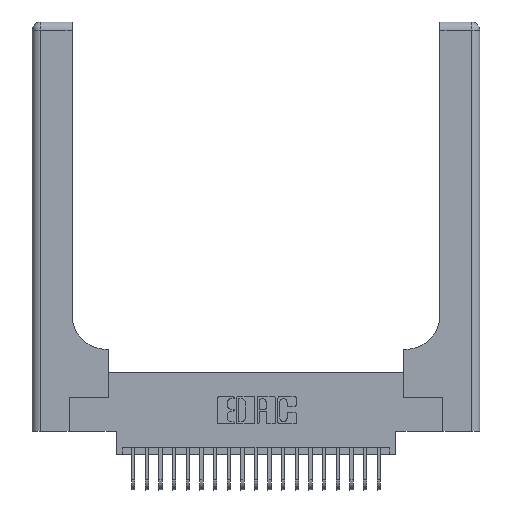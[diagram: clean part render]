
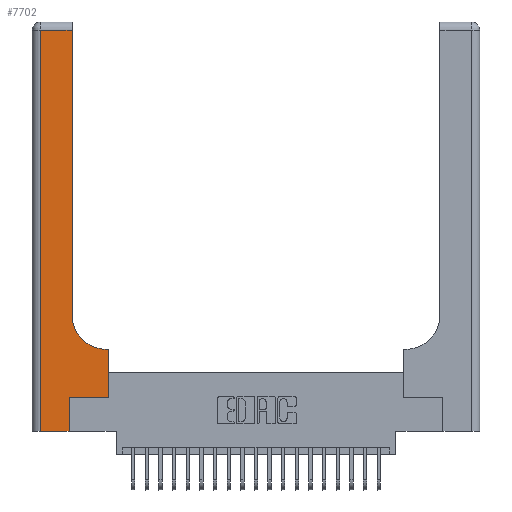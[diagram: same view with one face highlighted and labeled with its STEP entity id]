
A CAD part, top view. The second image highlights one B-rep face of the part: STEP entity #7702.
In plain terms, the highlighted planar face has unit normal (0, 0, 1).
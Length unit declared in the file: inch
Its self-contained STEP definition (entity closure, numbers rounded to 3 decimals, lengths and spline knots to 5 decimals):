
#288 = ORIENTED_EDGE ( 'NONE', *, *, #7248, .T. ) ;
#317 = VECTOR ( 'NONE', #10723, 39.37008 ) ;
#1293 = CARTESIAN_POINT ( 'NONE',  ( 0.06, 3., 0.37 ) ) ;
#1466 = ORIENTED_EDGE ( 'NONE', *, *, #11934, .T. ) ;
#2341 = CARTESIAN_POINT ( 'NONE',  ( 0., 0., 0.37 ) ) ;
#2917 = AXIS2_PLACEMENT_3D ( 'NONE', #14934, #7993, #20136 ) ;
#3415 = FACE_OUTER_BOUND ( 'NONE', #16108, .T. ) ;
#3721 = CARTESIAN_POINT ( 'NONE',  ( 0.06, 2.94, 0.37 ) ) ;
#3742 = ORIENTED_EDGE ( 'NONE', *, *, #21155, .T. ) ;
#3869 = LINE ( 'NONE', #5597, #8658 ) ;
#4334 = VECTOR ( 'NONE', #13404, 39.37008 ) ;
#4357 = DIRECTION ( 'NONE',  ( 0., 1., 0. ) ) ;
#4702 = DIRECTION ( 'NONE',  ( 0., 0., -1. ) ) ;
#4811 = VECTOR ( 'NONE', #13721, 39.37008 ) ;
#4870 = ORIENTED_EDGE ( 'NONE', *, *, #5697, .T. ) ;
#5451 = CARTESIAN_POINT ( 'NONE',  ( 0.06, 0., 0.37 ) ) ;
#5542 = EDGE_CURVE ( 'NONE', #12870, #8351, #7733, .T. ) ;
#5597 = CARTESIAN_POINT ( 'NONE',  ( 0.2915, 3., 0.37 ) ) ;
#5697 = EDGE_CURVE ( 'NONE', #8613, #12870, #9120, .T. ) ;
#6155 = VERTEX_POINT ( 'NONE', #3721 ) ;
#6345 = CARTESIAN_POINT ( 'NONE',  ( 0.269, 0., 0.37 ) ) ;
#6856 = EDGE_CURVE ( 'NONE', #11173, #10982, #19099, .T. ) ;
#7248 = EDGE_CURVE ( 'NONE', #10982, #13392, #15549, .T. ) ;
#7702 = ADVANCED_FACE ( 'NONE', ( #3415 ), #18405, .F. ) ;
#7733 = LINE ( 'NONE', #7768, #21052 ) ;
#7768 = CARTESIAN_POINT ( 'NONE',  ( 0.269, 0.25, 0.37 ) ) ;
#7993 = DIRECTION ( 'NONE',  ( 0., 0., -1. ) ) ;
#8181 = CARTESIAN_POINT ( 'NONE',  ( 0.5415, 0.6, 0.37 ) ) ;
#8351 = VERTEX_POINT ( 'NONE', #13072 ) ;
#8613 = VERTEX_POINT ( 'NONE', #17306 ) ;
#8658 = VECTOR ( 'NONE', #17849, 39.37008 ) ;
#8675 = DIRECTION ( 'NONE',  ( -1., 0., 0. ) ) ;
#8717 = CARTESIAN_POINT ( 'NONE',  ( 0.5585, 0.6, 0.37 ) ) ;
#9120 = LINE ( 'NONE', #6345, #4334 ) ;
#9535 = DIRECTION ( 'NONE',  ( 1., 0., 0. ) ) ;
#9581 = LINE ( 'NONE', #1293, #4811 ) ;
#10021 = LINE ( 'NONE', #2341, #14093 ) ;
#10200 = ORIENTED_EDGE ( 'NONE', *, *, #5542, .T. ) ;
#10236 = VECTOR ( 'NONE', #4357, 39.37008 ) ;
#10723 = DIRECTION ( 'NONE',  ( -1., 0., 0. ) ) ;
#10982 = VERTEX_POINT ( 'NONE', #8181 ) ;
#11173 = VERTEX_POINT ( 'NONE', #8717 ) ;
#11787 = ORIENTED_EDGE ( 'NONE', *, *, #20793, .T. ) ;
#11934 = EDGE_CURVE ( 'NONE', #6155, #17341, #9581, .T. ) ;
#12131 = ORIENTED_EDGE ( 'NONE', *, *, #20990, .T. ) ;
#12870 = VERTEX_POINT ( 'NONE', #19878 ) ;
#12993 = DIRECTION ( 'NONE',  ( 1., 0., 0. ) ) ;
#13013 = LINE ( 'NONE', #19068, #22234 ) ;
#13072 = CARTESIAN_POINT ( 'NONE',  ( 0.5585, 0.25, 0.37 ) ) ;
#13160 = CARTESIAN_POINT ( 'NONE',  ( 0.5585, 0.25, 0.37 ) ) ;
#13209 = CARTESIAN_POINT ( 'NONE',  ( 0.2915, 2.94, 0.37 ) ) ;
#13392 = VERTEX_POINT ( 'NONE', #14877 ) ;
#13404 = DIRECTION ( 'NONE',  ( 0., 1., 0. ) ) ;
#13721 = DIRECTION ( 'NONE',  ( 0., -1., 0. ) ) ;
#14093 = VECTOR ( 'NONE', #12993, 39.37008 ) ;
#14504 = AXIS2_PLACEMENT_3D ( 'NONE', #15242, #4702, #16978 ) ;
#14858 = LINE ( 'NONE', #13160, #10236 ) ;
#14877 = CARTESIAN_POINT ( 'NONE',  ( 0.2915, 0.85, 0.37 ) ) ;
#14934 = CARTESIAN_POINT ( 'NONE',  ( 0., 3., 0.37 ) ) ;
#15242 = CARTESIAN_POINT ( 'NONE',  ( 0.5415, 0.85, 0.37 ) ) ;
#15549 = CIRCLE ( 'NONE', #14504, 0.25 ) ;
#15816 = ORIENTED_EDGE ( 'NONE', *, *, #6856, .T. ) ;
#16108 = EDGE_LOOP ( 'NONE', ( #12131, #11787, #1466, #3742, #4870, #10200, #19958, #15816, #288 ) ) ;
#16166 = VERTEX_POINT ( 'NONE', #13209 ) ;
#16978 = DIRECTION ( 'NONE',  ( 1., 0., 0. ) ) ;
#17306 = CARTESIAN_POINT ( 'NONE',  ( 0.269, 0., 0.37 ) ) ;
#17341 = VERTEX_POINT ( 'NONE', #5451 ) ;
#17849 = DIRECTION ( 'NONE',  ( 0., 1., 0. ) ) ;
#18405 = PLANE ( 'NONE',  #2917 ) ;
#19068 = CARTESIAN_POINT ( 'NONE',  ( 0., 2.94, 0.37 ) ) ;
#19099 = LINE ( 'NONE', #19351, #317 ) ;
#19351 = CARTESIAN_POINT ( 'NONE',  ( 0.2915, 0.6, 0.37 ) ) ;
#19878 = CARTESIAN_POINT ( 'NONE',  ( 0.269, 0.25, 0.37 ) ) ;
#19958 = ORIENTED_EDGE ( 'NONE', *, *, #22285, .T. ) ;
#20136 = DIRECTION ( 'NONE',  ( -1., 0., 0. ) ) ;
#20793 = EDGE_CURVE ( 'NONE', #16166, #6155, #13013, .T. ) ;
#20990 = EDGE_CURVE ( 'NONE', #13392, #16166, #3869, .T. ) ;
#21052 = VECTOR ( 'NONE', #9535, 39.37008 ) ;
#21155 = EDGE_CURVE ( 'NONE', #17341, #8613, #10021, .T. ) ;
#22234 = VECTOR ( 'NONE', #8675, 39.37008 ) ;
#22285 = EDGE_CURVE ( 'NONE', #8351, #11173, #14858, .T. ) ;
